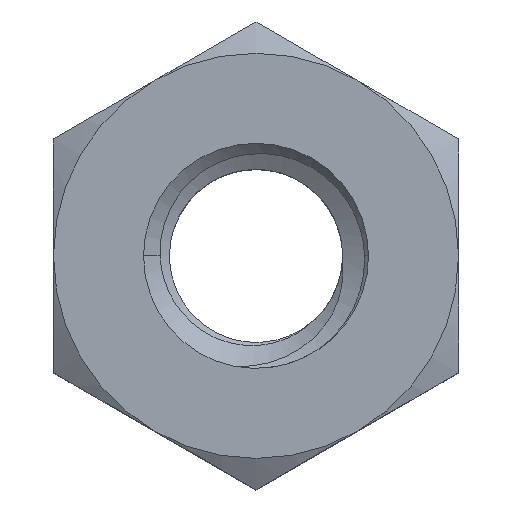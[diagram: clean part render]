
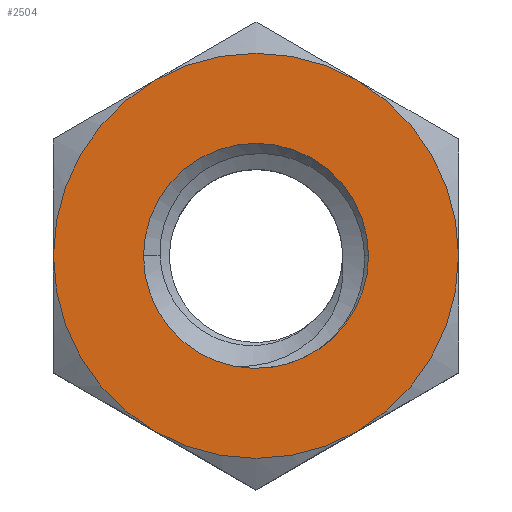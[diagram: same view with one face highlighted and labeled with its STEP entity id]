
A CAD part, top view. The second image highlights one B-rep face of the part: STEP entity #2504.
In plain terms, the highlighted planar face has unit normal (0, 0, 1).
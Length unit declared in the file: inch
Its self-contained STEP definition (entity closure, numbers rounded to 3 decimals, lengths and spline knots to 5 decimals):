
#35 = ORIENTED_EDGE ( 'NONE', *, *, #925, .F. ) ;
#89 = CIRCLE ( 'NONE', #1132, 0.28125 ) ;
#90 = AXIS2_PLACEMENT_3D ( 'NONE', #1157, #2149, #1832 ) ;
#107 = DIRECTION ( 'NONE',  ( 1., 0., 0. ) ) ;
#123 = CIRCLE ( 'NONE', #2512, 0.15625 ) ;
#155 = DIRECTION ( 'NONE',  ( 1., 0., 0. ) ) ;
#170 = EDGE_CURVE ( 'NONE', #1841, #245, #2471, .T. ) ;
#177 = EDGE_LOOP ( 'NONE', ( #1422, #1758, #2336, #2284, #1728, #2006 ) ) ;
#245 = VERTEX_POINT ( 'NONE', #2319 ) ;
#281 = EDGE_CURVE ( 'NONE', #245, #1567, #123, .T. ) ;
#294 = CARTESIAN_POINT ( 'NONE',  ( -0.14063, 0.24357, 0.21875 ) ) ;
#336 = CIRCLE ( 'NONE', #659, 0.28125 ) ;
#413 = CIRCLE ( 'NONE', #748, 0.15625 ) ;
#419 = DIRECTION ( 'NONE',  ( 0., 0., 1. ) ) ;
#527 = DIRECTION ( 'NONE',  ( 0., 0., 1. ) ) ;
#554 = DIRECTION ( 'NONE',  ( 0., 0., 1. ) ) ;
#650 = DIRECTION ( 'NONE',  ( 0., 0., 1. ) ) ;
#659 = AXIS2_PLACEMENT_3D ( 'NONE', #2129, #419, #2011 ) ;
#667 = DIRECTION ( 'NONE',  ( 1., 0., 0. ) ) ;
#671 = ORIENTED_EDGE ( 'NONE', *, *, #170, .F. ) ;
#673 = VERTEX_POINT ( 'NONE', #2492 ) ;
#677 = CARTESIAN_POINT ( 'NONE',  ( 0.14063, 0.24357, 0.21875 ) ) ;
#693 = ORIENTED_EDGE ( 'NONE', *, *, #281, .F. ) ;
#713 = EDGE_LOOP ( 'NONE', ( #35, #693, #671, #959 ) ) ;
#748 = AXIS2_PLACEMENT_3D ( 'NONE', #2420, #1456, #2276 ) ;
#750 = CIRCLE ( 'NONE', #1787, 0.28125 ) ;
#791 = EDGE_CURVE ( 'NONE', #986, #2165, #336, .T. ) ;
#861 = EDGE_CURVE ( 'NONE', #2482, #1557, #1414, .T. ) ;
#870 = CARTESIAN_POINT ( 'NONE',  ( -0.28125, 0., 0.21875 ) ) ;
#921 = DIRECTION ( 'NONE',  ( 1., 0., 0. ) ) ;
#925 = EDGE_CURVE ( 'NONE', #1567, #673, #2116, .T. ) ;
#940 = EDGE_CURVE ( 'NONE', #673, #1841, #413, .T. ) ;
#959 = ORIENTED_EDGE ( 'NONE', *, *, #940, .F. ) ;
#986 = VERTEX_POINT ( 'NONE', #1269 ) ;
#1007 = AXIS2_PLACEMENT_3D ( 'NONE', #2241, #1495, #1483 ) ;
#1010 = AXIS2_PLACEMENT_3D ( 'NONE', #1494, #2498, #1321 ) ;
#1116 = EDGE_CURVE ( 'NONE', #2165, #2482, #89, .T. ) ;
#1132 = AXIS2_PLACEMENT_3D ( 'NONE', #1561, #554, #921 ) ;
#1157 = CARTESIAN_POINT ( 'NONE',  ( 0., 0., 0.21875 ) ) ;
#1269 = CARTESIAN_POINT ( 'NONE',  ( 0.28125, 0., 0.21875 ) ) ;
#1321 = DIRECTION ( 'NONE',  ( 1., 0., 0. ) ) ;
#1346 = CARTESIAN_POINT ( 'NONE',  ( -0.15625, 0., 0.21875 ) ) ;
#1414 = CIRCLE ( 'NONE', #1868, 0.28125 ) ;
#1422 = ORIENTED_EDGE ( 'NONE', *, *, #1905, .T. ) ;
#1456 = DIRECTION ( 'NONE',  ( 0., 0., 1. ) ) ;
#1459 = AXIS2_PLACEMENT_3D ( 'NONE', #2225, #2044, #107 ) ;
#1470 = EDGE_CURVE ( 'NONE', #2544, #1512, #1872, .T. ) ;
#1483 = DIRECTION ( 'NONE',  ( 1., 0., 0. ) ) ;
#1494 = CARTESIAN_POINT ( 'NONE',  ( -0.28125, 0.48714, 0.21875 ) ) ;
#1495 = DIRECTION ( 'NONE',  ( 0., 0., 1. ) ) ;
#1512 = VERTEX_POINT ( 'NONE', #1657 ) ;
#1541 = DIRECTION ( 'NONE',  ( 1., 0., 0. ) ) ;
#1547 = EDGE_CURVE ( 'NONE', #1557, #2544, #750, .T. ) ;
#1557 = VERTEX_POINT ( 'NONE', #870 ) ;
#1561 = CARTESIAN_POINT ( 'NONE',  ( 0., 0., 0.21875 ) ) ;
#1567 = VERTEX_POINT ( 'NONE', #2399 ) ;
#1656 = DIRECTION ( 'NONE',  ( 1., 0., 0. ) ) ;
#1657 = CARTESIAN_POINT ( 'NONE',  ( 0.14063, -0.24357, 0.21875 ) ) ;
#1706 = CARTESIAN_POINT ( 'NONE',  ( 0., 0., 0.21875 ) ) ;
#1721 = PLANE ( 'NONE',  #1010 ) ;
#1728 = ORIENTED_EDGE ( 'NONE', *, *, #1547, .T. ) ;
#1758 = ORIENTED_EDGE ( 'NONE', *, *, #791, .T. ) ;
#1787 = AXIS2_PLACEMENT_3D ( 'NONE', #2023, #650, #667 ) ;
#1820 = CARTESIAN_POINT ( 'NONE',  ( 0., 0., 0.21875 ) ) ;
#1823 = AXIS2_PLACEMENT_3D ( 'NONE', #2484, #527, #155 ) ;
#1832 = DIRECTION ( 'NONE',  ( 1., 0., 0. ) ) ;
#1841 = VERTEX_POINT ( 'NONE', #1346 ) ;
#1868 = AXIS2_PLACEMENT_3D ( 'NONE', #1820, #2228, #1656 ) ;
#1872 = CIRCLE ( 'NONE', #1823, 0.28125 ) ;
#1905 = EDGE_CURVE ( 'NONE', #1512, #986, #2435, .T. ) ;
#2006 = ORIENTED_EDGE ( 'NONE', *, *, #1470, .T. ) ;
#2011 = DIRECTION ( 'NONE',  ( 1., 0., 0. ) ) ;
#2023 = CARTESIAN_POINT ( 'NONE',  ( 0., 0., 0.21875 ) ) ;
#2044 = DIRECTION ( 'NONE',  ( 0., 0., 1. ) ) ;
#2116 = CIRCLE ( 'NONE', #1007, 0.15625 ) ;
#2129 = CARTESIAN_POINT ( 'NONE',  ( 0., 0., 0.21875 ) ) ;
#2149 = DIRECTION ( 'NONE',  ( 0., 0., 1. ) ) ;
#2165 = VERTEX_POINT ( 'NONE', #677 ) ;
#2225 = CARTESIAN_POINT ( 'NONE',  ( 0., 0., 0.21875 ) ) ;
#2228 = DIRECTION ( 'NONE',  ( 0., 0., 1. ) ) ;
#2241 = CARTESIAN_POINT ( 'NONE',  ( 0., 0., 0.21875 ) ) ;
#2275 = CARTESIAN_POINT ( 'NONE',  ( -0.14063, -0.24357, 0.21875 ) ) ;
#2276 = DIRECTION ( 'NONE',  ( 1., 0., 0. ) ) ;
#2284 = ORIENTED_EDGE ( 'NONE', *, *, #861, .T. ) ;
#2296 = DIRECTION ( 'NONE',  ( 0., 0., 1. ) ) ;
#2299 = FACE_BOUND ( 'NONE', #713, .T. ) ;
#2312 = FACE_OUTER_BOUND ( 'NONE', #177, .T. ) ;
#2319 = CARTESIAN_POINT ( 'NONE',  ( -0.0293, -0.15348, 0.21875 ) ) ;
#2336 = ORIENTED_EDGE ( 'NONE', *, *, #1116, .T. ) ;
#2399 = CARTESIAN_POINT ( 'NONE',  ( 0.0875, -0.12945, 0.21875 ) ) ;
#2420 = CARTESIAN_POINT ( 'NONE',  ( 0., 0., 0.21875 ) ) ;
#2435 = CIRCLE ( 'NONE', #90, 0.28125 ) ;
#2471 = CIRCLE ( 'NONE', #1459, 0.15625 ) ;
#2482 = VERTEX_POINT ( 'NONE', #294 ) ;
#2484 = CARTESIAN_POINT ( 'NONE',  ( 0., 0., 0.21875 ) ) ;
#2492 = CARTESIAN_POINT ( 'NONE',  ( 0.15625, 0., 0.21875 ) ) ;
#2498 = DIRECTION ( 'NONE',  ( 0., 0., 1. ) ) ;
#2504 = ADVANCED_FACE ( 'NONE', ( #2299, #2312 ), #1721, .T. ) ;
#2512 = AXIS2_PLACEMENT_3D ( 'NONE', #1706, #2296, #1541 ) ;
#2544 = VERTEX_POINT ( 'NONE', #2275 ) ;
